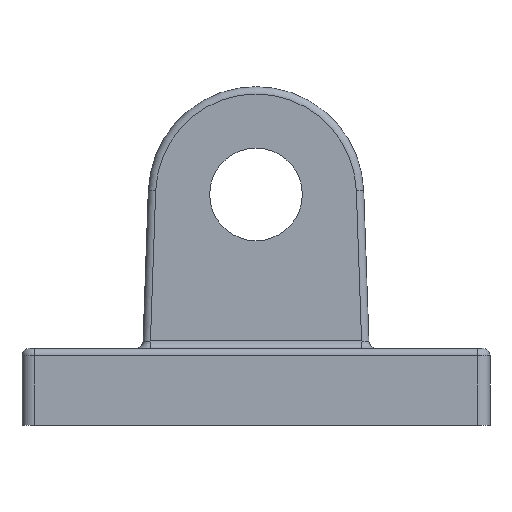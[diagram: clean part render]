
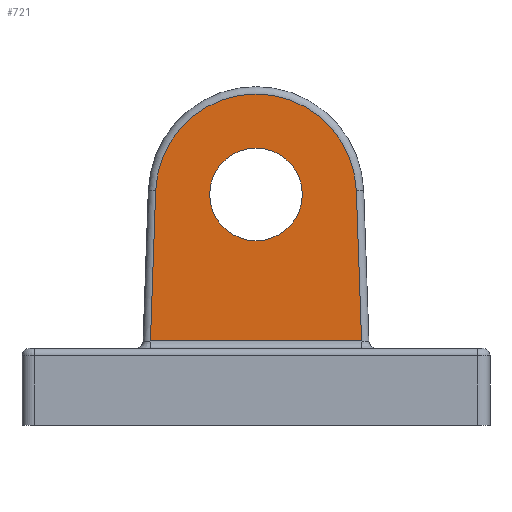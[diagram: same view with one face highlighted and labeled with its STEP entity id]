
A CAD part, left-side view. The second image highlights one B-rep face of the part: STEP entity #721.
In plain terms, the highlighted planar face has unit normal (-1, 0, 0).
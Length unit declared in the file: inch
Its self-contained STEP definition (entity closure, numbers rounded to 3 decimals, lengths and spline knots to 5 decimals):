
#42 = VERTEX_POINT ( 'NONE', #1510 ) ;
#108 = EDGE_CURVE ( 'NONE', #463, #1235, #138, .T. ) ;
#138 = CIRCLE ( 'NONE', #806, 0.815 ) ;
#156 = DIRECTION ( 'NONE',  ( 0., 0., -1. ) ) ;
#165 = AXIS2_PLACEMENT_3D ( 'NONE', #1013, #1137, #156 ) ;
#180 = CARTESIAN_POINT ( 'NONE',  ( -0.625, -0.85915, 0.685 ) ) ;
#182 = LINE ( 'NONE', #1287, #357 ) ;
#242 = LINE ( 'NONE', #180, #1504 ) ;
#301 = DIRECTION ( 'NONE',  ( 0., -1., 0. ) ) ;
#304 = CARTESIAN_POINT ( 'NONE',  ( -0.625, 0., 1.875 ) ) ;
#322 = DIRECTION ( 'NONE',  ( 1., 0., 0. ) ) ;
#357 = VECTOR ( 'NONE', #903, 39.37008 ) ;
#415 = VERTEX_POINT ( 'NONE', #651 ) ;
#418 = ORIENTED_EDGE ( 'NONE', *, *, #441, .T. ) ;
#439 = DIRECTION ( 'NONE',  ( 0., 0., -1. ) ) ;
#441 = EDGE_CURVE ( 'NONE', #1402, #463, #576, .T. ) ;
#455 = EDGE_CURVE ( 'NONE', #695, #42, #857, .T. ) ;
#463 = VERTEX_POINT ( 'NONE', #887 ) ;
#533 = FACE_OUTER_BOUND ( 'NONE', #1327, .T. ) ;
#576 = LINE ( 'NONE', #1393, #1485 ) ;
#581 = ORIENTED_EDGE ( 'NONE', *, *, #1105, .T. ) ;
#651 = CARTESIAN_POINT ( 'NONE',  ( -0.625, 0.85705, 0.685 ) ) ;
#676 = EDGE_CURVE ( 'NONE', #415, #1402, #242, .T. ) ;
#692 = CARTESIAN_POINT ( 'NONE',  ( -0.625, 0., 1.875 ) ) ;
#695 = VERTEX_POINT ( 'NONE', #1160 ) ;
#721 = ADVANCED_FACE ( 'NONE', ( #533, #1079 ), #1171, .F. ) ;
#800 = CARTESIAN_POINT ( 'NONE',  ( -0.625, 0.8145, 1.90344 ) ) ;
#802 = DIRECTION ( 'NONE',  ( 0., 0., -1. ) ) ;
#806 = AXIS2_PLACEMENT_3D ( 'NONE', #304, #875, #1156 ) ;
#857 = CIRCLE ( 'NONE', #1445, 0.376 ) ;
#875 = DIRECTION ( 'NONE',  ( -1., 0., 0. ) ) ;
#878 = EDGE_LOOP ( 'NONE', ( #952, #1544 ) ) ;
#887 = CARTESIAN_POINT ( 'NONE',  ( -0.625, -0.8145, 1.90344 ) ) ;
#903 = DIRECTION ( 'NONE',  ( 0., 0.035, -0.999 ) ) ;
#952 = ORIENTED_EDGE ( 'NONE', *, *, #1018, .T. ) ;
#970 = ORIENTED_EDGE ( 'NONE', *, *, #676, .T. ) ;
#1013 = CARTESIAN_POINT ( 'NONE',  ( -0.625, 0., 1.875 ) ) ;
#1018 = EDGE_CURVE ( 'NONE', #42, #695, #1095, .T. ) ;
#1036 = CARTESIAN_POINT ( 'NONE',  ( -0.625, 0., 1.875 ) ) ;
#1042 = AXIS2_PLACEMENT_3D ( 'NONE', #1036, #322, #439 ) ;
#1079 = FACE_BOUND ( 'NONE', #878, .T. ) ;
#1095 = CIRCLE ( 'NONE', #165, 0.376 ) ;
#1105 = EDGE_CURVE ( 'NONE', #1235, #415, #182, .T. ) ;
#1137 = DIRECTION ( 'NONE',  ( 1., 0., 0. ) ) ;
#1156 = DIRECTION ( 'NONE',  ( 0., 0., -1. ) ) ;
#1160 = CARTESIAN_POINT ( 'NONE',  ( -0.625, 0., 1.499 ) ) ;
#1171 = PLANE ( 'NONE',  #1042 ) ;
#1235 = VERTEX_POINT ( 'NONE', #800 ) ;
#1287 = CARTESIAN_POINT ( 'NONE',  ( -0.625, 0.8145, 1.90344 ) ) ;
#1327 = EDGE_LOOP ( 'NONE', ( #581, #970, #418, #1458 ) ) ;
#1393 = CARTESIAN_POINT ( 'NONE',  ( -0.625, -0.8145, 1.90344 ) ) ;
#1402 = VERTEX_POINT ( 'NONE', #1463 ) ;
#1445 = AXIS2_PLACEMENT_3D ( 'NONE', #692, #1547, #802 ) ;
#1458 = ORIENTED_EDGE ( 'NONE', *, *, #108, .T. ) ;
#1463 = CARTESIAN_POINT ( 'NONE',  ( -0.625, -0.85705, 0.685 ) ) ;
#1485 = VECTOR ( 'NONE', #1521, 39.37008 ) ;
#1504 = VECTOR ( 'NONE', #301, 39.37008 ) ;
#1510 = CARTESIAN_POINT ( 'NONE',  ( -0.625, 0., 2.251 ) ) ;
#1521 = DIRECTION ( 'NONE',  ( 0., 0.035, 0.999 ) ) ;
#1544 = ORIENTED_EDGE ( 'NONE', *, *, #455, .T. ) ;
#1547 = DIRECTION ( 'NONE',  ( 1., 0., 0. ) ) ;
